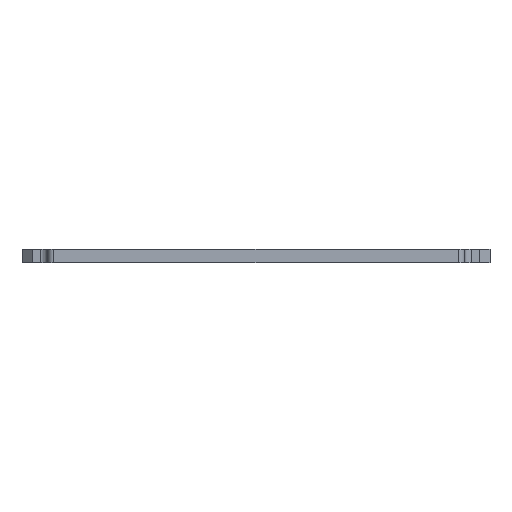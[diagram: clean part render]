
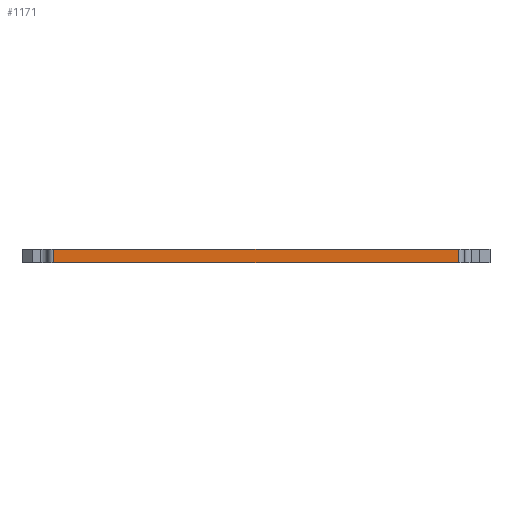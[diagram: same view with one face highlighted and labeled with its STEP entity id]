
A CAD part, left-side view. The second image highlights one B-rep face of the part: STEP entity #1171.
In plain terms, the highlighted planar face has unit normal (-1, 0, 0).
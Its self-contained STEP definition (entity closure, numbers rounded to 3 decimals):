
#1144 = VERTEX_POINT('',#1145);
#1145 = CARTESIAN_POINT('',(0.,6.05,0.414));
#1152 = EDGE_CURVE('',#1153,#1144,#1155,.T.);
#1153 = VERTEX_POINT('',#1154);
#1154 = CARTESIAN_POINT('',(0.,6.05,0.));
#1155 = LINE('',#1156,#1157);
#1156 = CARTESIAN_POINT('',(0.,6.05,0.));
#1157 = VECTOR('',#1158,1.);
#1158 = DIRECTION('',(0.,0.,1.));
#1171 = ADVANCED_FACE('',(#1172),#1197,.F.);
#1172 = FACE_BOUND('',#1173,.F.);
#1173 = EDGE_LOOP('',(#1174,#1175,#1183,#1191));
#1174 = ORIENTED_EDGE('',*,*,#1152,.T.);
#1175 = ORIENTED_EDGE('',*,*,#1176,.T.);
#1176 = EDGE_CURVE('',#1144,#1177,#1179,.T.);
#1177 = VERTEX_POINT('',#1178);
#1178 = CARTESIAN_POINT('',(0.,-6.05,
    0.414));
#1179 = LINE('',#1180,#1181);
#1180 = CARTESIAN_POINT('',(0.,6.05,0.414));
#1181 = VECTOR('',#1182,1.);
#1182 = DIRECTION('',(0.,-1.,0.));
#1183 = ORIENTED_EDGE('',*,*,#1184,.F.);
#1184 = EDGE_CURVE('',#1185,#1177,#1187,.T.);
#1185 = VERTEX_POINT('',#1186);
#1186 = CARTESIAN_POINT('',(0.,-6.05,0.
    ));
#1187 = LINE('',#1188,#1189);
#1188 = CARTESIAN_POINT('',(0.,-6.05,0.
    ));
#1189 = VECTOR('',#1190,1.);
#1190 = DIRECTION('',(0.,0.,1.));
#1191 = ORIENTED_EDGE('',*,*,#1192,.F.);
#1192 = EDGE_CURVE('',#1153,#1185,#1193,.T.);
#1193 = LINE('',#1194,#1195);
#1194 = CARTESIAN_POINT('',(0.,6.05,0.));
#1195 = VECTOR('',#1196,1.);
#1196 = DIRECTION('',(0.,-1.,0.));
#1197 = PLANE('',#1198);
#1198 = AXIS2_PLACEMENT_3D('',#1199,#1200,#1201);
#1199 = CARTESIAN_POINT('',(0.,6.05,0.));
#1200 = DIRECTION('',(1.,0.,0.));
#1201 = DIRECTION('',(0.,-1.,0.));
